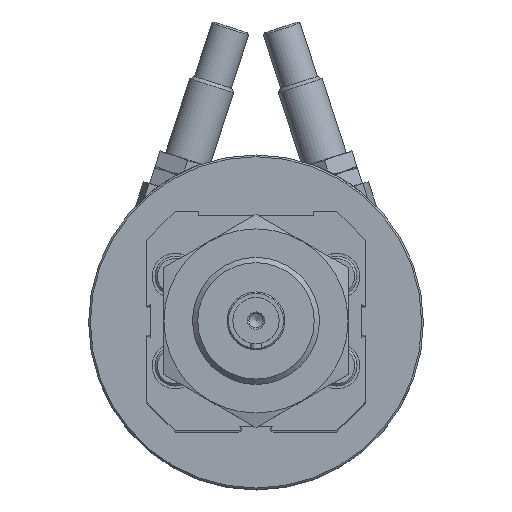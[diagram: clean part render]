
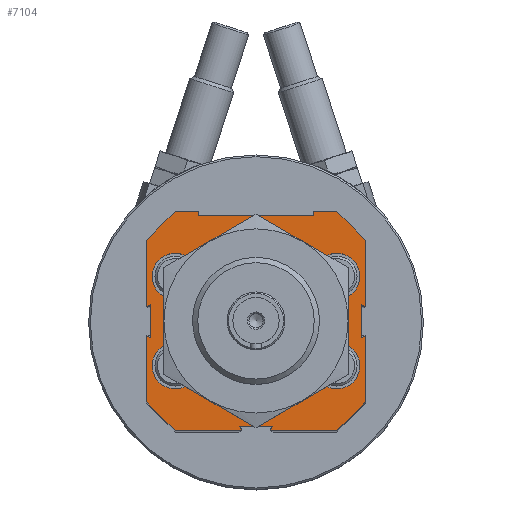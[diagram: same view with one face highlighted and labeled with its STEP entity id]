
A CAD part, top view. The second image highlights one B-rep face of the part: STEP entity #7104.
In plain terms, the highlighted face is planar.
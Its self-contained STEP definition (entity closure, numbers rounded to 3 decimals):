
#200=LINE('',#11207,#727);
#202=LINE('',#11211,#729);
#204=LINE('',#11215,#731);
#238=LINE('',#11301,#765);
#240=LINE('',#11305,#767);
#242=LINE('',#11309,#769);
#276=LINE('',#11395,#803);
#278=LINE('',#11399,#805);
#280=LINE('',#11403,#807);
#340=LINE('',#11559,#867);
#342=LINE('',#11563,#869);
#344=LINE('',#11567,#871);
#386=LINE('',#11668,#913);
#388=LINE('',#11672,#915);
#390=LINE('',#11676,#917);
#391=LINE('',#11678,#918);
#393=LINE('',#11682,#920);
#395=LINE('',#11686,#922);
#396=LINE('',#11688,#923);
#398=LINE('',#11692,#925);
#400=LINE('',#11696,#927);
#401=LINE('',#11698,#928);
#403=LINE('',#11702,#930);
#405=LINE('',#11706,#932);
#727=VECTOR('',#8757,1000.);
#729=VECTOR('',#8761,1000.);
#731=VECTOR('',#8765,1000.);
#765=VECTOR('',#8859,1000.);
#767=VECTOR('',#8863,1000.);
#769=VECTOR('',#8867,1000.);
#803=VECTOR('',#8961,1000.);
#805=VECTOR('',#8965,1000.);
#807=VECTOR('',#8969,1000.);
#867=VECTOR('',#9141,1000.);
#869=VECTOR('',#9145,1000.);
#871=VECTOR('',#9149,1000.);
#913=VECTOR('',#9267,1000.);
#915=VECTOR('',#9271,1000.);
#917=VECTOR('',#9275,1000.);
#918=VECTOR('',#9278,1000.);
#920=VECTOR('',#9282,1000.);
#922=VECTOR('',#9286,1000.);
#923=VECTOR('',#9289,1000.);
#925=VECTOR('',#9293,1000.);
#927=VECTOR('',#9297,1000.);
#928=VECTOR('',#9300,1000.);
#930=VECTOR('',#9304,1000.);
#932=VECTOR('',#9308,1000.);
#1273=PLANE('',#7838);
#1717=CIRCLE('',#7839,4.);
#1718=CIRCLE('',#7840,4.);
#1719=CIRCLE('',#7841,4.);
#1720=CIRCLE('',#7842,4.);
#1721=CIRCLE('',#7843,11.);
#2816=ORIENTED_EDGE('',*,*,#4331,.T.);
#2817=ORIENTED_EDGE('',*,*,#4332,.T.);
#2818=ORIENTED_EDGE('',*,*,#4333,.T.);
#2819=ORIENTED_EDGE('',*,*,#4334,.T.);
#2820=ORIENTED_EDGE('',*,*,#4335,.F.);
#2821=ORIENTED_EDGE('',*,*,#4078,.F.);
#2822=ORIENTED_EDGE('',*,*,#4330,.F.);
#2823=ORIENTED_EDGE('',*,*,#4328,.F.);
#2824=ORIENTED_EDGE('',*,*,#4326,.F.);
#2825=ORIENTED_EDGE('',*,*,#4260,.F.);
#2826=ORIENTED_EDGE('',*,*,#4258,.F.);
#2827=ORIENTED_EDGE('',*,*,#4256,.F.);
#2828=ORIENTED_EDGE('',*,*,#4325,.F.);
#2829=ORIENTED_EDGE('',*,*,#4323,.F.);
#2830=ORIENTED_EDGE('',*,*,#4321,.F.);
#2831=ORIENTED_EDGE('',*,*,#4178,.F.);
#2832=ORIENTED_EDGE('',*,*,#4176,.F.);
#2833=ORIENTED_EDGE('',*,*,#4174,.F.);
#2834=ORIENTED_EDGE('',*,*,#4320,.F.);
#2835=ORIENTED_EDGE('',*,*,#4318,.F.);
#2836=ORIENTED_EDGE('',*,*,#4316,.F.);
#2837=ORIENTED_EDGE('',*,*,#4130,.F.);
#2838=ORIENTED_EDGE('',*,*,#4128,.F.);
#2839=ORIENTED_EDGE('',*,*,#4126,.F.);
#2840=ORIENTED_EDGE('',*,*,#4315,.F.);
#2841=ORIENTED_EDGE('',*,*,#4313,.F.);
#2842=ORIENTED_EDGE('',*,*,#4311,.F.);
#2843=ORIENTED_EDGE('',*,*,#4082,.F.);
#2844=ORIENTED_EDGE('',*,*,#4080,.F.);
#4078=EDGE_CURVE('',#5040,#5041,#200,.T.);
#4080=EDGE_CURVE('',#5041,#5042,#202,.T.);
#4082=EDGE_CURVE('',#5042,#5043,#204,.T.);
#4126=EDGE_CURVE('',#5064,#5065,#238,.T.);
#4128=EDGE_CURVE('',#5065,#5066,#240,.T.);
#4130=EDGE_CURVE('',#5066,#5067,#242,.T.);
#4174=EDGE_CURVE('',#5088,#5089,#276,.T.);
#4176=EDGE_CURVE('',#5089,#5090,#278,.T.);
#4178=EDGE_CURVE('',#5090,#5091,#280,.T.);
#4256=EDGE_CURVE('',#5130,#5131,#340,.T.);
#4258=EDGE_CURVE('',#5131,#5132,#342,.T.);
#4260=EDGE_CURVE('',#5132,#5133,#344,.T.);
#4311=EDGE_CURVE('',#5043,#5154,#386,.T.);
#4313=EDGE_CURVE('',#5154,#5155,#388,.T.);
#4315=EDGE_CURVE('',#5155,#5064,#390,.T.);
#4316=EDGE_CURVE('',#5067,#5156,#391,.T.);
#4318=EDGE_CURVE('',#5156,#5157,#393,.T.);
#4320=EDGE_CURVE('',#5157,#5088,#395,.T.);
#4321=EDGE_CURVE('',#5091,#5158,#396,.T.);
#4323=EDGE_CURVE('',#5158,#5159,#398,.T.);
#4325=EDGE_CURVE('',#5159,#5130,#400,.T.);
#4326=EDGE_CURVE('',#5133,#5160,#401,.T.);
#4328=EDGE_CURVE('',#5160,#5161,#403,.T.);
#4330=EDGE_CURVE('',#5161,#5040,#405,.T.);
#4331=EDGE_CURVE('',#5162,#5162,#1717,.T.);
#4332=EDGE_CURVE('',#5163,#5163,#1718,.T.);
#4333=EDGE_CURVE('',#5164,#5164,#1719,.T.);
#4334=EDGE_CURVE('',#5165,#5165,#1720,.T.);
#4335=EDGE_CURVE('',#5166,#5166,#1721,.F.);
#5040=VERTEX_POINT('',#11206);
#5041=VERTEX_POINT('',#11208);
#5042=VERTEX_POINT('',#11212);
#5043=VERTEX_POINT('',#11216);
#5064=VERTEX_POINT('',#11300);
#5065=VERTEX_POINT('',#11302);
#5066=VERTEX_POINT('',#11306);
#5067=VERTEX_POINT('',#11310);
#5088=VERTEX_POINT('',#11394);
#5089=VERTEX_POINT('',#11396);
#5090=VERTEX_POINT('',#11400);
#5091=VERTEX_POINT('',#11404);
#5130=VERTEX_POINT('',#11558);
#5131=VERTEX_POINT('',#11560);
#5132=VERTEX_POINT('',#11564);
#5133=VERTEX_POINT('',#11568);
#5154=VERTEX_POINT('',#11669);
#5155=VERTEX_POINT('',#11673);
#5156=VERTEX_POINT('',#11679);
#5157=VERTEX_POINT('',#11683);
#5158=VERTEX_POINT('',#11689);
#5159=VERTEX_POINT('',#11693);
#5160=VERTEX_POINT('',#11699);
#5161=VERTEX_POINT('',#11703);
#5162=VERTEX_POINT('',#11709);
#5163=VERTEX_POINT('',#11711);
#5164=VERTEX_POINT('',#11713);
#5165=VERTEX_POINT('',#11715);
#5166=VERTEX_POINT('',#11717);
#5816=EDGE_LOOP('',(#2816));
#5817=EDGE_LOOP('',(#2817));
#5818=EDGE_LOOP('',(#2818));
#5819=EDGE_LOOP('',(#2819));
#5820=EDGE_LOOP('',(#2820));
#5821=EDGE_LOOP('',(#2821,#2822,#2823,#2824,#2825,#2826,#2827,#2828,#2829,
#2830,#2831,#2832,#2833,#2834,#2835,#2836,#2837,#2838,#2839,#2840,#2841,
#2842,#2843,#2844));
#6453=FACE_BOUND('',#5816,.T.);
#6454=FACE_BOUND('',#5817,.T.);
#6455=FACE_BOUND('',#5818,.T.);
#6456=FACE_BOUND('',#5819,.T.);
#6457=FACE_BOUND('',#5820,.T.);
#6458=FACE_BOUND('',#5821,.T.);
#7104=ADVANCED_FACE('',(#6453,#6454,#6455,#6456,#6457,#6458),#1273,.F.);
#7838=AXIS2_PLACEMENT_3D('',#11707,#9309,#9310);
#7839=AXIS2_PLACEMENT_3D('',#11708,#9311,#9312);
#7840=AXIS2_PLACEMENT_3D('',#11710,#9313,#9314);
#7841=AXIS2_PLACEMENT_3D('',#11712,#9315,#9316);
#7842=AXIS2_PLACEMENT_3D('',#11714,#9317,#9318);
#7843=AXIS2_PLACEMENT_3D('',#11716,#9319,#9320);
#8757=DIRECTION('',(0.,-1.,0.));
#8761=DIRECTION('',(0.,-0.707,-0.707));
#8765=DIRECTION('',(0.,0.,-1.));
#8859=DIRECTION('',(0.,0.,-1.));
#8863=DIRECTION('',(0.,0.707,-0.707));
#8867=DIRECTION('',(0.,1.,0.));
#8961=DIRECTION('',(0.,1.,0.));
#8965=DIRECTION('',(0.,0.707,0.707));
#8969=DIRECTION('',(0.,0.,1.));
#9141=DIRECTION('',(0.,0.,1.));
#9145=DIRECTION('',(0.,-0.707,0.707));
#9149=DIRECTION('',(0.,-1.,0.));
#9267=DIRECTION('',(0.,0.903,0.429));
#9271=DIRECTION('',(0.,0.,-1.));
#9275=DIRECTION('',(0.,-0.903,0.429));
#9278=DIRECTION('',(0.,-0.429,0.903));
#9282=DIRECTION('',(0.,1.,0.));
#9286=DIRECTION('',(0.,-0.429,-0.903));
#9289=DIRECTION('',(0.,-0.996,0.087));
#9293=DIRECTION('',(0.,0.,1.));
#9297=DIRECTION('',(0.,0.996,0.087));
#9300=DIRECTION('',(0.,0.429,-0.903));
#9304=DIRECTION('',(0.,-1.,0.));
#9308=DIRECTION('',(0.,0.429,0.903));
#9309=DIRECTION('',(1.,0.,0.));
#9310=DIRECTION('',(0.,0.,-1.));
#9311=DIRECTION('',(1.,0.,0.));
#9312=DIRECTION('',(0.,0.,-1.));
#9313=DIRECTION('',(1.,0.,0.));
#9314=DIRECTION('',(0.,0.,-1.));
#9315=DIRECTION('',(1.,0.,0.));
#9316=DIRECTION('',(0.,0.,-1.));
#9317=DIRECTION('',(1.,0.,0.));
#9318=DIRECTION('',(0.,0.,-1.));
#9319=DIRECTION('',(1.,0.,0.));
#9320=DIRECTION('',(0.,0.,-1.));
#11206=CARTESIAN_POINT('',(-181.6,-2.489,19.));
#11207=CARTESIAN_POINT('',(-181.6,-2.489,19.));
#11208=CARTESIAN_POINT('',(-181.6,-14.,19.));
#11211=CARTESIAN_POINT('',(-181.6,-14.,19.));
#11212=CARTESIAN_POINT('',(-181.6,-19.,14.));
#11215=CARTESIAN_POINT('',(-181.6,-19.,14.));
#11216=CARTESIAN_POINT('',(-181.6,-19.,2.489));
#11300=CARTESIAN_POINT('',(-181.6,-19.,-2.489));
#11301=CARTESIAN_POINT('',(-181.6,-19.,-2.489));
#11302=CARTESIAN_POINT('',(-181.6,-19.,-14.));
#11305=CARTESIAN_POINT('',(-181.6,-19.,-14.));
#11306=CARTESIAN_POINT('',(-181.6,-14.,-19.));
#11309=CARTESIAN_POINT('',(-181.6,-14.,-19.));
#11310=CARTESIAN_POINT('',(-181.6,-2.489,-19.));
#11394=CARTESIAN_POINT('',(-181.6,2.489,-19.));
#11395=CARTESIAN_POINT('',(-181.6,2.489,-19.));
#11396=CARTESIAN_POINT('',(-181.6,14.,-19.));
#11399=CARTESIAN_POINT('',(-181.6,14.,-19.));
#11400=CARTESIAN_POINT('',(-181.6,19.,-14.));
#11403=CARTESIAN_POINT('',(-181.6,19.,-14.));
#11404=CARTESIAN_POINT('',(-181.6,19.,-10.));
#11558=CARTESIAN_POINT('',(-181.6,19.,10.));
#11559=CARTESIAN_POINT('',(-181.6,19.,10.));
#11560=CARTESIAN_POINT('',(-181.6,19.,14.));
#11563=CARTESIAN_POINT('',(-181.6,19.,14.));
#11564=CARTESIAN_POINT('',(-181.6,14.,19.));
#11567=CARTESIAN_POINT('',(-181.6,14.,19.));
#11568=CARTESIAN_POINT('',(-181.6,2.489,19.));
#11668=CARTESIAN_POINT('',(-181.6,-19.,2.489));
#11669=CARTESIAN_POINT('',(-181.6,-18.24,2.85));
#11672=CARTESIAN_POINT('',(-181.6,-18.24,2.85));
#11673=CARTESIAN_POINT('',(-181.6,-18.24,-2.85));
#11676=CARTESIAN_POINT('',(-181.6,-18.24,-2.85));
#11678=CARTESIAN_POINT('',(-181.6,-2.489,-19.));
#11679=CARTESIAN_POINT('',(-181.6,-2.85,-18.24));
#11682=CARTESIAN_POINT('',(-181.6,-2.85,-18.24));
#11683=CARTESIAN_POINT('',(-181.6,2.85,-18.24));
#11686=CARTESIAN_POINT('',(-181.6,2.85,-18.24));
#11688=CARTESIAN_POINT('',(-181.6,19.,-10.));
#11689=CARTESIAN_POINT('',(-181.6,18.316,-9.94));
#11692=CARTESIAN_POINT('',(-181.6,18.316,-9.94));
#11693=CARTESIAN_POINT('',(-181.6,18.316,9.94));
#11696=CARTESIAN_POINT('',(-181.6,18.316,9.94));
#11698=CARTESIAN_POINT('',(-181.6,2.489,19.));
#11699=CARTESIAN_POINT('',(-181.6,2.85,18.24));
#11702=CARTESIAN_POINT('',(-181.6,2.85,18.24));
#11703=CARTESIAN_POINT('',(-181.6,-2.85,18.24));
#11706=CARTESIAN_POINT('',(-181.6,-2.85,18.24));
#11707=CARTESIAN_POINT('',(-181.6,0.,0.));
#11708=CARTESIAN_POINT('',(-181.6,-7.75,14.));
#11709=CARTESIAN_POINT('',(-181.6,-7.75,10.));
#11710=CARTESIAN_POINT('',(-181.6,-7.75,-14.));
#11711=CARTESIAN_POINT('',(-181.6,-7.75,-18.));
#11712=CARTESIAN_POINT('',(-181.6,7.75,-14.));
#11713=CARTESIAN_POINT('',(-181.6,7.75,-18.));
#11714=CARTESIAN_POINT('',(-181.6,7.75,14.));
#11715=CARTESIAN_POINT('',(-181.6,7.75,10.));
#11716=CARTESIAN_POINT('',(-181.6,0.,0.));
#11717=CARTESIAN_POINT('',(-181.6,0.,-11.));
